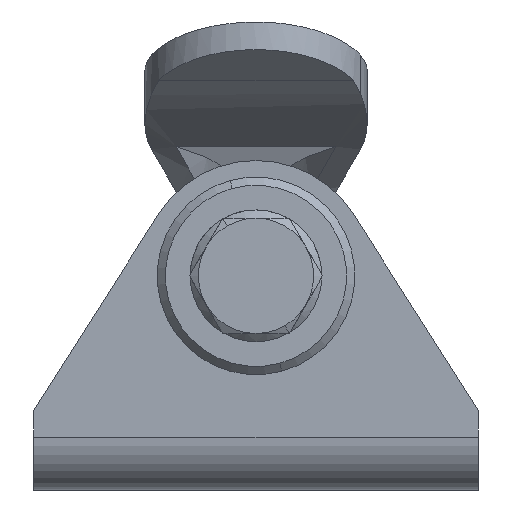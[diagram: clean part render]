
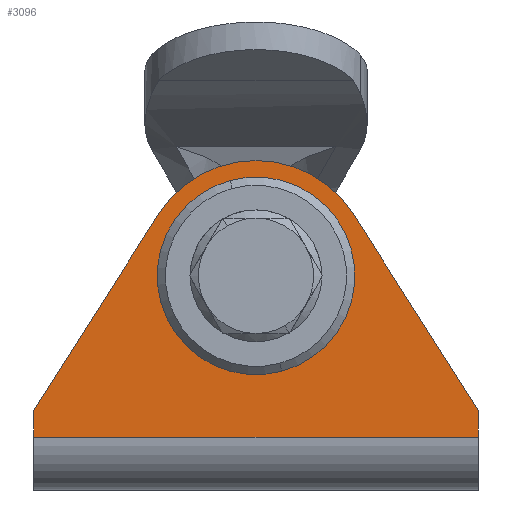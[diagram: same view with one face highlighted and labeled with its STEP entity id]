
A CAD part, left-side view. The second image highlights one B-rep face of the part: STEP entity #3096.
In plain terms, the highlighted planar face has unit normal (-1, 0, 0).
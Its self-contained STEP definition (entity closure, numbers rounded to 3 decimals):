
#2031=CARTESIAN_POINT('',(-87.361,46.043,18.791));
#2032=VERTEX_POINT('',#2031);
#2046=CARTESIAN_POINT('',(-87.361,42.902,7.209));
#2047=VERTEX_POINT('',#2046);
#2054=CARTESIAN_POINT('',(-87.361,44.472,13.));
#2055=DIRECTION('',(1.0,0.,0.));
#2056=DIRECTION('',(0.,0.262,0.965));
#2057=AXIS2_PLACEMENT_3D('',#2054,#2055,#2056);
#2058=CIRCLE('',#2057,6.);
#2059=EDGE_CURVE('',#2032,#2047,#2058,.T.);
#2481=CARTESIAN_POINT('',(-87.361,57.972,3.2));
#2482=VERTEX_POINT('',#2481);
#2483=CARTESIAN_POINT('',(-87.361,30.972,3.2));
#2484=VERTEX_POINT('',#2483);
#2485=CARTESIAN_POINT('',(-87.361,57.972,3.2));
#2486=DIRECTION('',(0.0,-1.0,0.0));
#2487=VECTOR('',#2486,27.);
#2488=LINE('',#2485,#2487);
#2489=EDGE_CURVE('',#2482,#2484,#2488,.T.);
#2828=CARTESIAN_POINT('',(-87.361,57.972,4.837));
#2829=VERTEX_POINT('',#2828);
#2852=CARTESIAN_POINT('',(-87.361,57.972,3.2));
#2853=DIRECTION('',(0.0,0.0,1.0));
#2854=VECTOR('',#2853,1.637);
#2855=LINE('',#2852,#2854);
#2856=EDGE_CURVE('',#2482,#2829,#2855,.T.);
#2866=CARTESIAN_POINT('',(-87.361,30.972,4.837));
#2867=VERTEX_POINT('',#2866);
#2874=CARTESIAN_POINT('',(-87.361,30.972,4.837));
#2875=DIRECTION('',(0.0,0.0,-1.0));
#2876=VECTOR('',#2875,1.637);
#2877=LINE('',#2874,#2876);
#2878=EDGE_CURVE('',#2867,#2484,#2877,.T.);
#2904=CARTESIAN_POINT('',(-87.361,38.568,16.761));
#2905=VERTEX_POINT('',#2904);
#2906=CARTESIAN_POINT('',(-87.361,50.376,16.761));
#2907=VERTEX_POINT('',#2906);
#2908=CARTESIAN_POINT('',(-87.361,44.472,13.0));
#2909=DIRECTION('',(-1.0,0.,0.));
#2910=DIRECTION('',(0.,0.843,0.537));
#2911=AXIS2_PLACEMENT_3D('',#2908,#2909,#2910);
#2912=CIRCLE('',#2911,7.);
#2913=EDGE_CURVE('',#2905,#2907,#2912,.T.);
#2936=CARTESIAN_POINT('',(-87.361,50.376,16.761));
#2937=DIRECTION('',(0.0,0.537,-0.843));
#2938=VECTOR('',#2937,14.138);
#2939=LINE('',#2936,#2938);
#2940=EDGE_CURVE('',#2907,#2829,#2939,.T.);
#2953=CARTESIAN_POINT('',(-87.361,30.972,4.837));
#2954=DIRECTION('',(0.0,0.537,0.843));
#2955=VECTOR('',#2954,14.138);
#2956=LINE('',#2953,#2955);
#2957=EDGE_CURVE('',#2867,#2905,#2956,.T.);
#3073=CARTESIAN_POINT('',(-87.361,44.472,11.5));
#3074=DIRECTION('',(1.0,0.0,0.0));
#3075=DIRECTION('',(0.0,0.0,-1.0));
#3076=AXIS2_PLACEMENT_3D('',#3073,#3074,#3075);
#3077=PLANE('',#3076);
#3078=ORIENTED_EDGE('',*,*,#2957,.T.);
#3079=ORIENTED_EDGE('',*,*,#2913,.T.);
#3080=ORIENTED_EDGE('',*,*,#2940,.T.);
#3081=ORIENTED_EDGE('',*,*,#2856,.F.);
#3082=ORIENTED_EDGE('',*,*,#2489,.T.);
#3083=ORIENTED_EDGE('',*,*,#2878,.F.);
#3084=EDGE_LOOP('',(#3078,#3079,#3080,#3081,#3082,#3083));
#3085=FACE_OUTER_BOUND('',#3084,.T.);
#3086=ORIENTED_EDGE('',*,*,#2059,.T.);
#3087=CARTESIAN_POINT('',(-87.361,44.472,13.));
#3088=DIRECTION('',(1.0,0.,0.));
#3089=DIRECTION('',(0.,0.262,0.965));
#3090=AXIS2_PLACEMENT_3D('',#3087,#3088,#3089);
#3091=CIRCLE('',#3090,6.);
#3092=EDGE_CURVE('',#2047,#2032,#3091,.T.);
#3093=ORIENTED_EDGE('',*,*,#3092,.T.);
#3094=EDGE_LOOP('',(#3086,#3093));
#3095=FACE_BOUND('',#3094,.T.);
#3096=ADVANCED_FACE('',(#3085,#3095),#3077,.F.);
